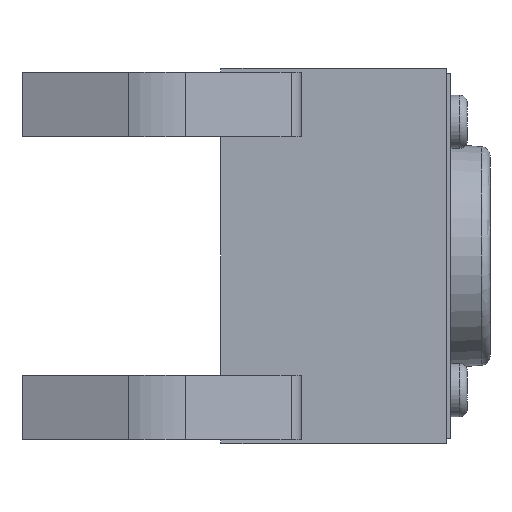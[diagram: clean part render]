
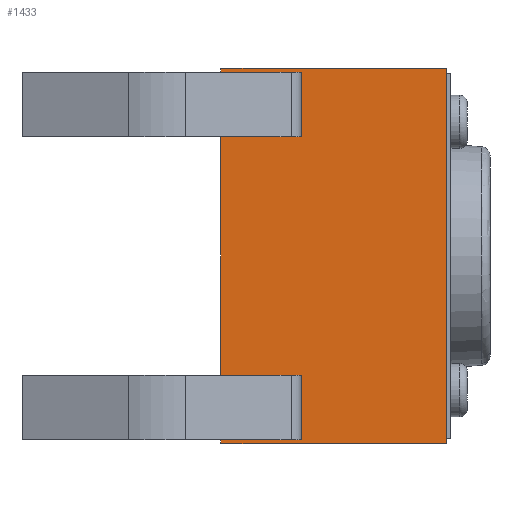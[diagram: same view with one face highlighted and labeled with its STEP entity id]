
A CAD part, left-side view. The second image highlights one B-rep face of the part: STEP entity #1433.
In plain terms, the highlighted planar face has unit normal (-1, 0, 0).
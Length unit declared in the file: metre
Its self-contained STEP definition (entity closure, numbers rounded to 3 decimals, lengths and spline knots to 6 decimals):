
#14=LINE('',#2591,#146);
#23=LINE('',#2622,#155);
#106=LINE('',#2845,#238);
#109=LINE('',#2851,#241);
#110=LINE('',#2855,#242);
#113=LINE('',#2861,#245);
#127=LINE('',#2896,#259);
#129=LINE('',#2900,#261);
#130=LINE('',#2902,#262);
#131=LINE('',#2903,#263);
#132=LINE('',#2905,#264);
#133=LINE('',#2906,#265);
#146=VECTOR('',#2115,1.);
#155=VECTOR('',#2138,1.);
#238=VECTOR('',#2357,1.);
#241=VECTOR('',#2362,1.);
#242=VECTOR('',#2367,1.);
#245=VECTOR('',#2374,1.);
#259=VECTOR('',#2408,1.);
#261=VECTOR('',#2414,1.);
#262=VECTOR('',#2415,1.);
#263=VECTOR('',#2416,1.);
#264=VECTOR('',#2417,1.);
#265=VECTOR('',#2418,1.);
#674=ORIENTED_EDGE('',*,*,#878,.T.);
#675=ORIENTED_EDGE('',*,*,#880,.T.);
#676=ORIENTED_EDGE('',*,*,#750,.T.);
#677=ORIENTED_EDGE('',*,*,#902,.F.);
#678=ORIENTED_EDGE('',*,*,#903,.F.);
#679=ORIENTED_EDGE('',*,*,#900,.T.);
#680=ORIENTED_EDGE('',*,*,#904,.F.);
#681=ORIENTED_EDGE('',*,*,#905,.T.);
#682=ORIENTED_EDGE('',*,*,#883,.T.);
#683=ORIENTED_EDGE('',*,*,#875,.T.);
#684=ORIENTED_EDGE('',*,*,#765,.F.);
#685=ORIENTED_EDGE('',*,*,#906,.F.);
#750=EDGE_CURVE('',#938,#937,#14,.F.);
#765=EDGE_CURVE('',#952,#953,#23,.T.);
#875=EDGE_CURVE('',#1025,#953,#106,.F.);
#878=EDGE_CURVE('',#1027,#1026,#109,.T.);
#880=EDGE_CURVE('',#1026,#938,#110,.F.);
#883=EDGE_CURVE('',#1029,#1025,#113,.T.);
#900=EDGE_CURVE('',#1037,#1039,#127,.T.);
#902=EDGE_CURVE('',#1040,#937,#129,.T.);
#903=EDGE_CURVE('',#1037,#1040,#130,.T.);
#904=EDGE_CURVE('',#1041,#1039,#131,.T.);
#905=EDGE_CURVE('',#1041,#1029,#132,.F.);
#906=EDGE_CURVE('',#1027,#952,#133,.T.);
#937=VERTEX_POINT('',#2590);
#938=VERTEX_POINT('',#2592);
#952=VERTEX_POINT('',#2621);
#953=VERTEX_POINT('',#2623);
#1025=VERTEX_POINT('',#2846);
#1026=VERTEX_POINT('',#2850);
#1027=VERTEX_POINT('',#2852);
#1029=VERTEX_POINT('',#2862);
#1037=VERTEX_POINT('',#2891);
#1039=VERTEX_POINT('',#2895);
#1040=VERTEX_POINT('',#2901);
#1041=VERTEX_POINT('',#2904);
#1135=EDGE_LOOP('',(#674,#675,#676,#677,#678,#679,#680,#681,#682,#683,#684,
#685));
#1229=FACE_BOUND('',#1135,.T.);
#1280=PLANE('',#2045);
#1433=ADVANCED_FACE('',(#1229),#1280,.T.);
#2045=AXIS2_PLACEMENT_3D('',#2899,#2412,#2413);
#2115=DIRECTION('',(0.,-1.,0.));
#2138=DIRECTION('',(0.,-1.,0.));
#2357=DIRECTION('',(0.,0.,1.));
#2362=DIRECTION('',(0.,-1.,0.));
#2367=DIRECTION('',(0.,0.,1.));
#2374=DIRECTION('',(0.,-1.,0.));
#2408=DIRECTION('',(0.,0.,1.));
#2412=DIRECTION('',(-1.,0.,0.));
#2413=DIRECTION('',(0.,-1.,0.));
#2414=DIRECTION('',(0.,0.,1.));
#2415=DIRECTION('',(0.,1.,0.));
#2416=DIRECTION('',(0.,-1.,0.));
#2417=DIRECTION('',(0.,0.,1.));
#2418=DIRECTION('',(0.,0.,1.));
#2590=CARTESIAN_POINT('',(-0.003061,0.,-0.002935));
#2591=CARTESIAN_POINT('',(-0.003061,0.010416,-0.002935));
#2592=CARTESIAN_POINT('',(-0.003061,-0.00128,-0.002935));
#2621=CARTESIAN_POINT('',(-0.003061,0.,0.001905));
#2622=CARTESIAN_POINT('',(-0.003061,0.010416,0.001905));
#2623=CARTESIAN_POINT('',(-0.003061,-0.00128,0.001905));
#2845=CARTESIAN_POINT('',(-0.003061,-0.00128,-0.002997));
#2846=CARTESIAN_POINT('',(-0.003061,-0.00128,0.002935));
#2850=CARTESIAN_POINT('',(-0.003061,-0.00128,-0.001905));
#2851=CARTESIAN_POINT('',(-0.003061,-0.003607,-0.001905));
#2852=CARTESIAN_POINT('',(-0.003061,0.,-0.001905));
#2855=CARTESIAN_POINT('',(-0.003061,-0.00128,-0.002997));
#2861=CARTESIAN_POINT('',(-0.003061,-0.003607,0.002935));
#2862=CARTESIAN_POINT('',(-0.003061,0.,0.002935));
#2891=CARTESIAN_POINT('',(-0.003061,-0.003607,-0.002997));
#2895=CARTESIAN_POINT('',(-0.003061,-0.003607,0.002997));
#2896=CARTESIAN_POINT('',(-0.003061,-0.003607,-0.002997));
#2899=CARTESIAN_POINT('',(-0.003061,-0.003607,-0.002997));
#2900=CARTESIAN_POINT('',(-0.003061,0.,0.));
#2901=CARTESIAN_POINT('',(-0.003061,0.,-0.002997));
#2902=CARTESIAN_POINT('',(-0.003061,-0.003607,-0.002997));
#2903=CARTESIAN_POINT('',(-0.003061,-0.003607,0.002997));
#2904=CARTESIAN_POINT('',(-0.003061,0.,0.002997));
#2905=CARTESIAN_POINT('',(-0.003061,0.,-0.002997));
#2906=CARTESIAN_POINT('',(-0.003061,0.,0.));
